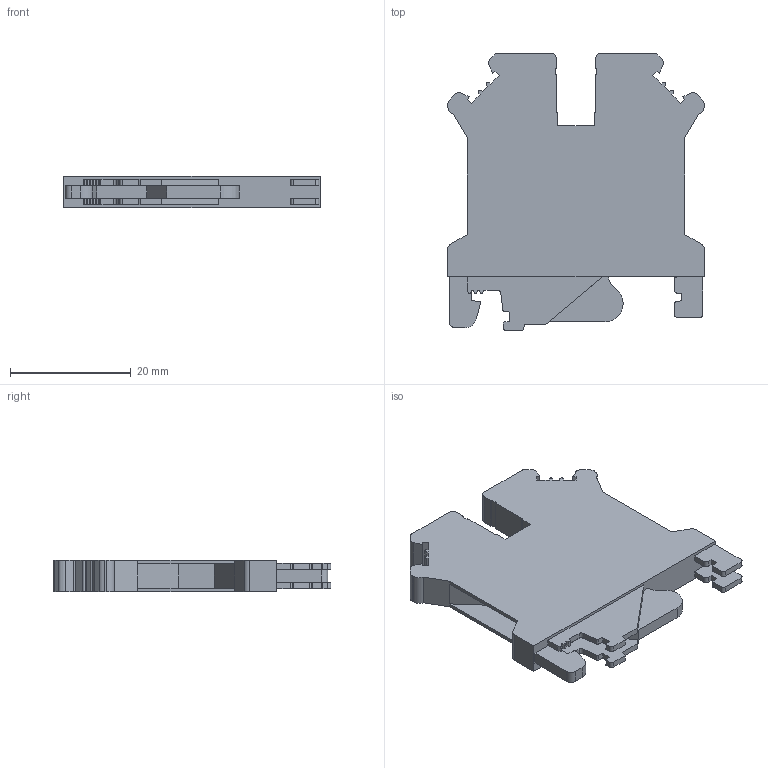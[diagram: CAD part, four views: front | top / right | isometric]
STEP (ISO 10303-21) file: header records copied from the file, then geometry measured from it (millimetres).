
FILE_DESCRIPTION((''),'2;1');
FILE_NAME('PRT0001','2021-12-21T',('Administrator'),(''),'PRO/ENGINEER BY PARAMETRIC TECHNOLOGY CORPORATION, 2013230','PRO/ENGINEER BY PARAMETRIC TECHNOLOGY CORPORATION, 2013230','');
FILE_SCHEMA(('CONFIG_CONTROL_DESIGN'));
Length unit declared in the file: millimetre
Products named in the file (1): PRT0001
Bounding box: 42.5 x 45.95 x 5.2 mm (x, y, z)
Volume: 6501.8 mm3; surface area: 4942.1 mm2
Topology: 3 solids, 3 shells, 205 faces, 568 edges, 376 vertices
Faces by surface type: plane 145, cylinder 60
Entity records: 6552 total; most frequent: CARTESIAN_POINT 1149, ORIENTED_EDGE 1136, DIRECTION 1098, EDGE_CURVE 568, VECTOR 448, LINE 448, VERTEX_POINT 376, AXIS2_PLACEMENT_3D 325
